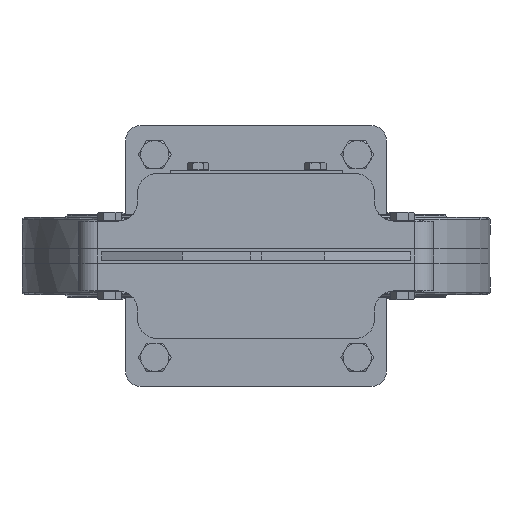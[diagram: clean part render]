
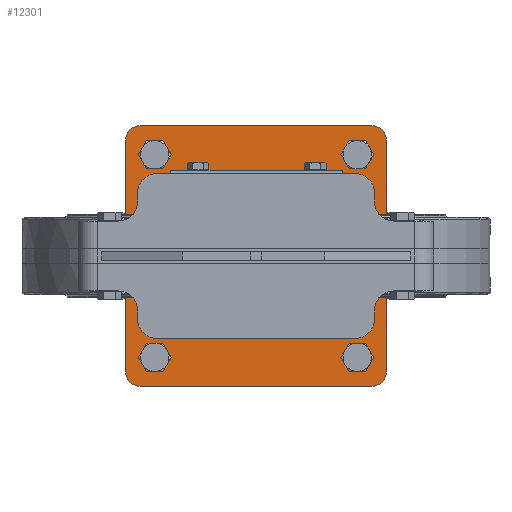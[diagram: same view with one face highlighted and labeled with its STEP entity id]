
A CAD part, front view. The second image highlights one B-rep face of the part: STEP entity #12301.
In plain terms, the highlighted planar face has unit normal (0, -1, 0).
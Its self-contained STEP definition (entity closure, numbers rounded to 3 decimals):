
#806=FACE_BOUND('',#2092,.T.);
#807=FACE_BOUND('',#2093,.T.);
#808=FACE_BOUND('',#2094,.T.);
#809=FACE_BOUND('',#2095,.T.);
#810=FACE_BOUND('',#2096,.T.);
#977=PLANE('',#13341);
#1325=FACE_OUTER_BOUND('',#2091,.T.);
#2091=EDGE_LOOP('',(#8463,#8464,#8465,#8466,#8467,#8468,#8469,#8470));
#2092=EDGE_LOOP('',(#8471,#8472,#8473,#8474));
#2093=EDGE_LOOP('',(#8475));
#2094=EDGE_LOOP('',(#8476));
#2095=EDGE_LOOP('',(#8477));
#2096=EDGE_LOOP('',(#8478));
#2985=LINE('',#18936,#3767);
#2995=LINE('',#18958,#3777);
#3007=LINE('',#18994,#3789);
#3023=LINE('',#19053,#3805);
#3024=LINE('',#19057,#3806);
#3025=LINE('',#19059,#3807);
#3026=LINE('',#19061,#3808);
#3027=LINE('',#19062,#3809);
#3767=VECTOR('',#15099,10.);
#3777=VECTOR('',#15115,10.);
#3789=VECTOR('',#15149,10.);
#3805=VECTOR('',#15209,10.);
#3806=VECTOR('',#15212,10.);
#3807=VECTOR('',#15213,10.);
#3808=VECTOR('',#15214,10.);
#3809=VECTOR('',#15215,10.);
#4585=CIRCLE('',#13340,12.25);
#4586=CIRCLE('',#13342,12.25);
#4587=CIRCLE('',#13343,12.25);
#4588=CIRCLE('',#13344,12.25);
#4589=CIRCLE('',#13345,11.);
#4590=CIRCLE('',#13346,11.);
#4591=CIRCLE('',#13347,11.);
#4592=CIRCLE('',#13348,11.);
#5390=VERTEX_POINT('',#18933);
#5391=VERTEX_POINT('',#18935);
#5399=VERTEX_POINT('',#18955);
#5400=VERTEX_POINT('',#18957);
#5412=VERTEX_POINT('',#18991);
#5413=VERTEX_POINT('',#18993);
#5433=VERTEX_POINT('',#19050);
#5434=VERTEX_POINT('',#19052);
#5435=VERTEX_POINT('',#19055);
#5436=VERTEX_POINT('',#19056);
#5437=VERTEX_POINT('',#19058);
#5438=VERTEX_POINT('',#19060);
#5439=VERTEX_POINT('',#19063);
#5440=VERTEX_POINT('',#19065);
#5441=VERTEX_POINT('',#19067);
#5442=VERTEX_POINT('',#19069);
#6553=EDGE_CURVE('',#5390,#5391,#2985,.T.);
#6564=EDGE_CURVE('',#5399,#5400,#2995,.T.);
#6582=EDGE_CURVE('',#5412,#5413,#3007,.T.);
#6609=EDGE_CURVE('',#5391,#5412,#4585,.T.);
#6610=EDGE_CURVE('',#5400,#5390,#4586,.T.);
#6611=EDGE_CURVE('',#5433,#5399,#4587,.T.);
#6612=EDGE_CURVE('',#5434,#5433,#3023,.T.);
#6613=EDGE_CURVE('',#5413,#5434,#4588,.T.);
#6614=EDGE_CURVE('',#5435,#5436,#3024,.T.);
#6615=EDGE_CURVE('',#5436,#5437,#3025,.T.);
#6616=EDGE_CURVE('',#5437,#5438,#3026,.T.);
#6617=EDGE_CURVE('',#5438,#5435,#3027,.T.);
#6618=EDGE_CURVE('',#5439,#5439,#4589,.T.);
#6619=EDGE_CURVE('',#5440,#5440,#4590,.T.);
#6620=EDGE_CURVE('',#5441,#5441,#4591,.T.);
#6621=EDGE_CURVE('',#5442,#5442,#4592,.T.);
#8463=ORIENTED_EDGE('',*,*,#6609,.F.);
#8464=ORIENTED_EDGE('',*,*,#6553,.F.);
#8465=ORIENTED_EDGE('',*,*,#6610,.F.);
#8466=ORIENTED_EDGE('',*,*,#6564,.F.);
#8467=ORIENTED_EDGE('',*,*,#6611,.F.);
#8468=ORIENTED_EDGE('',*,*,#6612,.F.);
#8469=ORIENTED_EDGE('',*,*,#6613,.F.);
#8470=ORIENTED_EDGE('',*,*,#6582,.F.);
#8471=ORIENTED_EDGE('',*,*,#6614,.T.);
#8472=ORIENTED_EDGE('',*,*,#6615,.T.);
#8473=ORIENTED_EDGE('',*,*,#6616,.T.);
#8474=ORIENTED_EDGE('',*,*,#6617,.T.);
#8475=ORIENTED_EDGE('',*,*,#6618,.T.);
#8476=ORIENTED_EDGE('',*,*,#6619,.T.);
#8477=ORIENTED_EDGE('',*,*,#6620,.T.);
#8478=ORIENTED_EDGE('',*,*,#6621,.T.);
#12301=ADVANCED_FACE('',(#1325,#806,#807,#808,#809,#810),#977,.F.);
#13340=AXIS2_PLACEMENT_3D('',#19047,#15201,#15202);
#13341=AXIS2_PLACEMENT_3D('',#19048,#15203,#15204);
#13342=AXIS2_PLACEMENT_3D('',#19049,#15205,#15206);
#13343=AXIS2_PLACEMENT_3D('',#19051,#15207,#15208);
#13344=AXIS2_PLACEMENT_3D('',#19054,#15210,#15211);
#13345=AXIS2_PLACEMENT_3D('',#19064,#15216,#15217);
#13346=AXIS2_PLACEMENT_3D('',#19066,#15218,#15219);
#13347=AXIS2_PLACEMENT_3D('',#19068,#15220,#15221);
#13348=AXIS2_PLACEMENT_3D('',#19070,#15222,#15223);
#15099=DIRECTION('',(-1.,0.,0.));
#15115=DIRECTION('',(0.,0.,-1.));
#15149=DIRECTION('',(0.,0.,1.));
#15201=DIRECTION('center_axis',(0.,1.,0.));
#15202=DIRECTION('ref_axis',(-0.707,0.,-0.707));
#15203=DIRECTION('center_axis',(0.,1.,0.));
#15204=DIRECTION('ref_axis',(0.,0.,1.));
#15205=DIRECTION('center_axis',(0.,1.,0.));
#15206=DIRECTION('ref_axis',(0.707,0.,-0.707));
#15207=DIRECTION('center_axis',(0.,1.,0.));
#15208=DIRECTION('ref_axis',(0.707,0.,0.707));
#15209=DIRECTION('',(1.,0.,0.));
#15210=DIRECTION('center_axis',(0.,1.,0.));
#15211=DIRECTION('ref_axis',(-0.707,0.,0.707));
#15212=DIRECTION('',(0.,0.,1.));
#15213=DIRECTION('',(1.,0.,0.));
#15214=DIRECTION('',(0.,0.,-1.));
#15215=DIRECTION('',(-1.,0.,0.));
#15216=DIRECTION('center_axis',(0.,1.,0.));
#15217=DIRECTION('ref_axis',(1.,0.,0.));
#15218=DIRECTION('center_axis',(0.,1.,0.));
#15219=DIRECTION('ref_axis',(1.,0.,0.));
#15220=DIRECTION('center_axis',(0.,1.,0.));
#15221=DIRECTION('ref_axis',(1.,0.,0.));
#15222=DIRECTION('center_axis',(0.,1.,0.));
#15223=DIRECTION('ref_axis',(1.,0.,0.));
#18933=CARTESIAN_POINT('',(97.75,840.,-110.));
#18935=CARTESIAN_POINT('',(-97.75,840.,-110.));
#18936=CARTESIAN_POINT('',(110.,840.,-110.));
#18955=CARTESIAN_POINT('',(110.,840.,97.75));
#18957=CARTESIAN_POINT('',(110.,840.,-97.75));
#18958=CARTESIAN_POINT('',(110.,840.,110.));
#18991=CARTESIAN_POINT('',(-110.,840.,-97.75));
#18993=CARTESIAN_POINT('',(-110.,840.,97.75));
#18994=CARTESIAN_POINT('',(-110.,840.,-110.));
#19047=CARTESIAN_POINT('Origin',(-97.75,840.,-97.75));
#19048=CARTESIAN_POINT('Origin',(0.,840.,0.));
#19049=CARTESIAN_POINT('Origin',(97.75,840.,-97.75));
#19050=CARTESIAN_POINT('',(97.75,840.,110.));
#19051=CARTESIAN_POINT('Origin',(97.75,840.,97.75));
#19052=CARTESIAN_POINT('',(-97.75,840.,110.));
#19053=CARTESIAN_POINT('',(-110.,840.,110.));
#19054=CARTESIAN_POINT('Origin',(-97.75,840.,97.75));
#19055=CARTESIAN_POINT('',(-71.914,840.,69.5));
#19056=CARTESIAN_POINT('',(-71.914,840.,72.5));
#19057=CARTESIAN_POINT('',(-71.914,840.,34.75));
#19058=CARTESIAN_POINT('',(73.086,840.,72.5));
#19059=CARTESIAN_POINT('',(0.293,840.,72.5));
#19060=CARTESIAN_POINT('',(73.086,840.,69.5));
#19061=CARTESIAN_POINT('',(73.086,840.,34.75));
#19062=CARTESIAN_POINT('',(0.293,840.,69.5));
#19063=CARTESIAN_POINT('',(71.5,840.,-50.));
#19064=CARTESIAN_POINT('Origin',(82.5,840.,-50.));
#19065=CARTESIAN_POINT('',(-93.5,840.,50.));
#19066=CARTESIAN_POINT('Origin',(-82.5,840.,50.));
#19067=CARTESIAN_POINT('',(-93.5,840.,-50.));
#19068=CARTESIAN_POINT('Origin',(-82.5,840.,-50.));
#19069=CARTESIAN_POINT('',(71.5,840.,50.));
#19070=CARTESIAN_POINT('Origin',(82.5,840.,50.));
